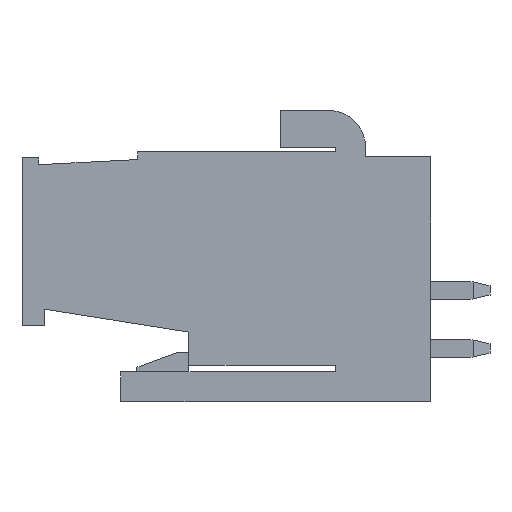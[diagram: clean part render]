
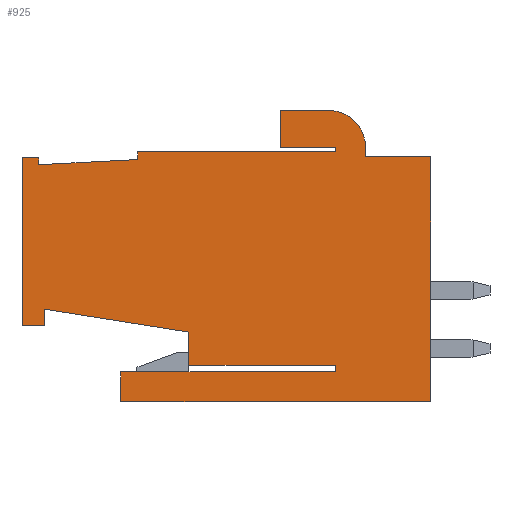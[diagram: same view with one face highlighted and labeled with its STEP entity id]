
A CAD part, left-side view. The second image highlights one B-rep face of the part: STEP entity #925.
In plain terms, the highlighted planar face has unit normal (-1, 0, 0).
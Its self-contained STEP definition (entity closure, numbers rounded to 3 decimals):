
#816=AXIS2_PLACEMENT_3D('Plane Axis2P3D',#813,#814,#815) ;
#869=AXIS2_PLACEMENT_3D('Circle Axis2P3D',#867,#868,$) ;
#40=CARTESIAN_POINT('Vertex',(-14.615,12.3,13.477)) ;
#45=CARTESIAN_POINT('Line Origine',(-14.615,6.965,13.477)) ;
#49=CARTESIAN_POINT('Vertex',(-14.615,1.63,13.477)) ;
#284=CARTESIAN_POINT('Vertex',(-14.615,1.63,1.947)) ;
#289=CARTESIAN_POINT('Line Origine',(-14.615,5.58,1.947)) ;
#293=CARTESIAN_POINT('Vertex',(-14.615,9.53,1.947)) ;
#336=CARTESIAN_POINT('Line Origine',(-14.615,9.53,2.847)) ;
#340=CARTESIAN_POINT('Vertex',(-14.615,9.53,3.747)) ;
#390=CARTESIAN_POINT('Line Origine',(-14.615,13.43,4.364)) ;
#394=CARTESIAN_POINT('Vertex',(-14.615,17.33,4.982)) ;
#435=CARTESIAN_POINT('Line Origine',(-14.615,17.33,4.529)) ;
#439=CARTESIAN_POINT('Vertex',(-14.615,17.33,4.077)) ;
#484=CARTESIAN_POINT('Line Origine',(-14.615,17.93,4.077)) ;
#488=CARTESIAN_POINT('Vertex',(-14.615,18.53,4.077)) ;
#541=CARTESIAN_POINT('Line Origine',(-14.615,18.53,8.612)) ;
#545=CARTESIAN_POINT('Vertex',(-14.615,18.53,13.147)) ;
#703=CARTESIAN_POINT('Line Origine',(-14.615,18.08,13.147)) ;
#707=CARTESIAN_POINT('Vertex',(-14.615,17.63,13.147)) ;
#734=CARTESIAN_POINT('Line Origine',(-14.615,17.63,12.96)) ;
#738=CARTESIAN_POINT('Vertex',(-14.615,17.63,12.772)) ;
#765=CARTESIAN_POINT('Line Origine',(-14.615,14.965,12.912)) ;
#769=CARTESIAN_POINT('Vertex',(-14.615,12.3,13.052)) ;
#796=CARTESIAN_POINT('Line Origine',(-14.615,12.3,13.264)) ;
#813=CARTESIAN_POINT('Axis2P3D Location',(-14.615,9.758,8.247)) ;
#818=CARTESIAN_POINT('Line Origine',(-14.615,1.63,1.773)) ;
#822=CARTESIAN_POINT('Vertex',(-14.615,1.63,1.6)) ;
#825=CARTESIAN_POINT('Line Origine',(-14.615,7.415,1.6)) ;
#829=CARTESIAN_POINT('Vertex',(-14.615,13.2,1.6)) ;
#832=CARTESIAN_POINT('Line Origine',(-14.615,13.2,0.8)) ;
#836=CARTESIAN_POINT('Vertex',(-14.615,13.2,0.)) ;
#839=CARTESIAN_POINT('Line Origine',(-14.615,4.845,0.)) ;
#843=CARTESIAN_POINT('Vertex',(-14.615,-3.51,0.)) ;
#846=CARTESIAN_POINT('Line Origine',(-14.615,-3.51,6.6)) ;
#850=CARTESIAN_POINT('Vertex',(-14.615,-3.51,13.2)) ;
#853=CARTESIAN_POINT('Line Origine',(-14.615,-1.755,13.2)) ;
#857=CARTESIAN_POINT('Vertex',(-14.615,0.,13.2)) ;
#860=CARTESIAN_POINT('Line Origine',(-14.615,0.,13.45)) ;
#864=CARTESIAN_POINT('Vertex',(-14.615,0.,13.7)) ;
#867=CARTESIAN_POINT('Axis2P3D Location',(-14.615,2.,13.7)) ;
#871=CARTESIAN_POINT('Vertex',(-14.615,2.,15.7)) ;
#874=CARTESIAN_POINT('Line Origine',(-14.615,3.3,15.7)) ;
#878=CARTESIAN_POINT('Vertex',(-14.615,4.6,15.7)) ;
#881=CARTESIAN_POINT('Line Origine',(-14.615,4.6,14.7)) ;
#885=CARTESIAN_POINT('Vertex',(-14.615,4.6,13.7)) ;
#888=CARTESIAN_POINT('Line Origine',(-14.615,3.115,13.7)) ;
#892=CARTESIAN_POINT('Vertex',(-14.615,1.63,13.7)) ;
#895=CARTESIAN_POINT('Line Origine',(-14.615,1.63,13.588)) ;
#46=DIRECTION('Vector Direction',(0.,-1.,0.)) ;
#290=DIRECTION('Vector Direction',(0.,-1.,0.)) ;
#337=DIRECTION('Vector Direction',(0.,0.,1.)) ;
#391=DIRECTION('Vector Direction',(0.,0.988,0.156)) ;
#436=DIRECTION('Vector Direction',(0.,0.,-1.)) ;
#485=DIRECTION('Vector Direction',(0.,1.,0.)) ;
#542=DIRECTION('Vector Direction',(0.,0.,1.)) ;
#704=DIRECTION('Vector Direction',(0.,-1.,0.)) ;
#735=DIRECTION('Vector Direction',(0.,0.,-1.)) ;
#766=DIRECTION('Vector Direction',(0.,0.999,-0.052)) ;
#797=DIRECTION('Vector Direction',(0.,0.,-1.)) ;
#814=DIRECTION('Axis2P3D Direction',(1.,0.,0.)) ;
#815=DIRECTION('Axis2P3D XDirection',(0.,1.,0.)) ;
#819=DIRECTION('Vector Direction',(0.,0.,1.)) ;
#826=DIRECTION('Vector Direction',(0.,-1.,0.)) ;
#833=DIRECTION('Vector Direction',(0.,0.,1.)) ;
#840=DIRECTION('Vector Direction',(0.,1.,0.)) ;
#847=DIRECTION('Vector Direction',(0.,0.,-1.)) ;
#854=DIRECTION('Vector Direction',(0.,-1.,0.)) ;
#861=DIRECTION('Vector Direction',(0.,0.,-1.)) ;
#868=DIRECTION('Axis2P3D Direction',(1.,0.,0.)) ;
#875=DIRECTION('Vector Direction',(0.,-1.,0.)) ;
#882=DIRECTION('Vector Direction',(0.,0.,1.)) ;
#889=DIRECTION('Vector Direction',(0.,1.,0.)) ;
#896=DIRECTION('Vector Direction',(0.,0.,1.)) ;
#47=VECTOR('Line Direction',#46,1.) ;
#291=VECTOR('Line Direction',#290,1.) ;
#338=VECTOR('Line Direction',#337,1.) ;
#392=VECTOR('Line Direction',#391,1.) ;
#437=VECTOR('Line Direction',#436,1.) ;
#486=VECTOR('Line Direction',#485,1.) ;
#543=VECTOR('Line Direction',#542,1.) ;
#705=VECTOR('Line Direction',#704,1.) ;
#736=VECTOR('Line Direction',#735,1.) ;
#767=VECTOR('Line Direction',#766,1.) ;
#798=VECTOR('Line Direction',#797,1.) ;
#820=VECTOR('Line Direction',#819,1.) ;
#827=VECTOR('Line Direction',#826,1.) ;
#834=VECTOR('Line Direction',#833,1.) ;
#841=VECTOR('Line Direction',#840,1.) ;
#848=VECTOR('Line Direction',#847,1.) ;
#855=VECTOR('Line Direction',#854,1.) ;
#862=VECTOR('Line Direction',#861,1.) ;
#876=VECTOR('Line Direction',#875,1.) ;
#883=VECTOR('Line Direction',#882,1.) ;
#890=VECTOR('Line Direction',#889,1.) ;
#897=VECTOR('Line Direction',#896,1.) ;
#901=ORIENTED_EDGE('',*,*,#800,.F.) ;
#902=ORIENTED_EDGE('',*,*,#771,.F.) ;
#903=ORIENTED_EDGE('',*,*,#740,.F.) ;
#904=ORIENTED_EDGE('',*,*,#709,.F.) ;
#905=ORIENTED_EDGE('',*,*,#547,.F.) ;
#906=ORIENTED_EDGE('',*,*,#490,.F.) ;
#907=ORIENTED_EDGE('',*,*,#441,.F.) ;
#908=ORIENTED_EDGE('',*,*,#396,.F.) ;
#909=ORIENTED_EDGE('',*,*,#342,.F.) ;
#910=ORIENTED_EDGE('',*,*,#295,.F.) ;
#911=ORIENTED_EDGE('',*,*,#824,.T.) ;
#912=ORIENTED_EDGE('',*,*,#831,.T.) ;
#913=ORIENTED_EDGE('',*,*,#838,.T.) ;
#914=ORIENTED_EDGE('',*,*,#845,.T.) ;
#915=ORIENTED_EDGE('',*,*,#852,.T.) ;
#916=ORIENTED_EDGE('',*,*,#859,.T.) ;
#917=ORIENTED_EDGE('',*,*,#866,.T.) ;
#918=ORIENTED_EDGE('',*,*,#873,.T.) ;
#919=ORIENTED_EDGE('',*,*,#880,.T.) ;
#920=ORIENTED_EDGE('',*,*,#887,.T.) ;
#921=ORIENTED_EDGE('',*,*,#894,.T.) ;
#922=ORIENTED_EDGE('',*,*,#899,.T.) ;
#923=ORIENTED_EDGE('',*,*,#51,.F.) ;
#925=ADVANCED_FACE('PartBody',(#924),#817,.F.) ;
#870=CIRCLE('generated circle',#869,2.) ;
#51=EDGE_CURVE('',#41,#50,#48,.T.) ;
#295=EDGE_CURVE('',#285,#294,#292,.F.) ;
#342=EDGE_CURVE('',#294,#341,#339,.T.) ;
#396=EDGE_CURVE('',#341,#395,#393,.T.) ;
#441=EDGE_CURVE('',#395,#440,#438,.T.) ;
#490=EDGE_CURVE('',#440,#489,#487,.T.) ;
#547=EDGE_CURVE('',#489,#546,#544,.T.) ;
#709=EDGE_CURVE('',#546,#708,#706,.T.) ;
#740=EDGE_CURVE('',#708,#739,#737,.T.) ;
#771=EDGE_CURVE('',#739,#770,#768,.F.) ;
#800=EDGE_CURVE('',#770,#41,#799,.F.) ;
#824=EDGE_CURVE('',#285,#823,#821,.F.) ;
#831=EDGE_CURVE('',#823,#830,#828,.F.) ;
#838=EDGE_CURVE('',#830,#837,#835,.F.) ;
#845=EDGE_CURVE('',#837,#844,#842,.F.) ;
#852=EDGE_CURVE('',#844,#851,#849,.F.) ;
#859=EDGE_CURVE('',#851,#858,#856,.F.) ;
#866=EDGE_CURVE('',#858,#865,#863,.F.) ;
#873=EDGE_CURVE('',#865,#872,#870,.F.) ;
#880=EDGE_CURVE('',#872,#879,#877,.F.) ;
#887=EDGE_CURVE('',#879,#886,#884,.F.) ;
#894=EDGE_CURVE('',#886,#893,#891,.F.) ;
#899=EDGE_CURVE('',#893,#50,#898,.F.) ;
#900=EDGE_LOOP('',(#901,#902,#903,#904,#905,#906,#907,#908,#909,#910,#911,#912,#913,#914,#915,#916,#917,#918,#919,#920,#921,#922,#923)) ;
#924=FACE_OUTER_BOUND('',#900,.T.) ;
#48=LINE('Line',#45,#47) ;
#292=LINE('Line',#289,#291) ;
#339=LINE('Line',#336,#338) ;
#393=LINE('Line',#390,#392) ;
#438=LINE('Line',#435,#437) ;
#487=LINE('Line',#484,#486) ;
#544=LINE('Line',#541,#543) ;
#706=LINE('Line',#703,#705) ;
#737=LINE('Line',#734,#736) ;
#768=LINE('Line',#765,#767) ;
#799=LINE('Line',#796,#798) ;
#821=LINE('Line',#818,#820) ;
#828=LINE('Line',#825,#827) ;
#835=LINE('Line',#832,#834) ;
#842=LINE('Line',#839,#841) ;
#849=LINE('Line',#846,#848) ;
#856=LINE('Line',#853,#855) ;
#863=LINE('Line',#860,#862) ;
#877=LINE('Line',#874,#876) ;
#884=LINE('Line',#881,#883) ;
#891=LINE('Line',#888,#890) ;
#898=LINE('Line',#895,#897) ;
#817=PLANE('',#816) ;
#41=VERTEX_POINT('',#40) ;
#50=VERTEX_POINT('',#49) ;
#285=VERTEX_POINT('',#284) ;
#294=VERTEX_POINT('',#293) ;
#341=VERTEX_POINT('',#340) ;
#395=VERTEX_POINT('',#394) ;
#440=VERTEX_POINT('',#439) ;
#489=VERTEX_POINT('',#488) ;
#546=VERTEX_POINT('',#545) ;
#708=VERTEX_POINT('',#707) ;
#739=VERTEX_POINT('',#738) ;
#770=VERTEX_POINT('',#769) ;
#823=VERTEX_POINT('',#822) ;
#830=VERTEX_POINT('',#829) ;
#837=VERTEX_POINT('',#836) ;
#844=VERTEX_POINT('',#843) ;
#851=VERTEX_POINT('',#850) ;
#858=VERTEX_POINT('',#857) ;
#865=VERTEX_POINT('',#864) ;
#872=VERTEX_POINT('',#871) ;
#879=VERTEX_POINT('',#878) ;
#886=VERTEX_POINT('',#885) ;
#893=VERTEX_POINT('',#892) ;
